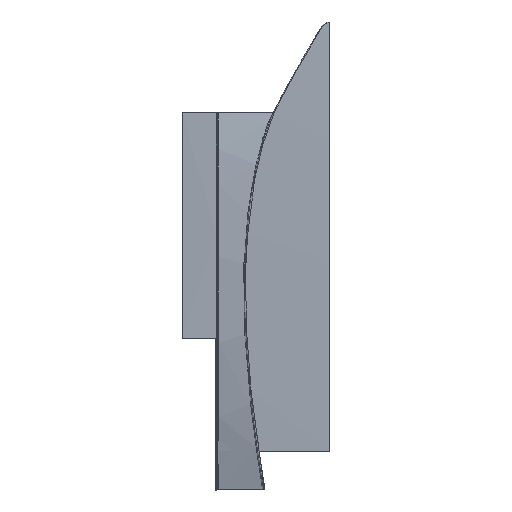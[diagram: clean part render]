
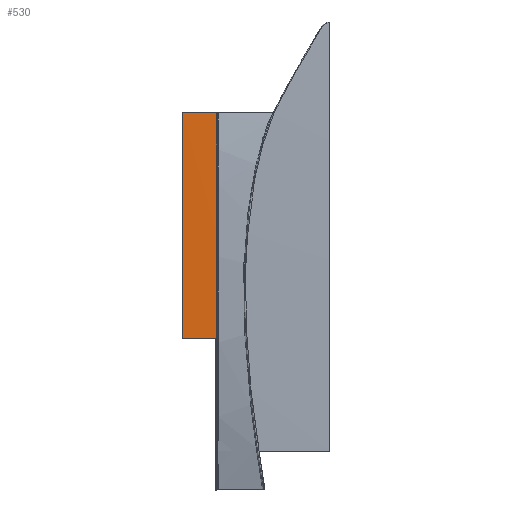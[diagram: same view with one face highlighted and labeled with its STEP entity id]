
A CAD part, front view. The second image highlights one B-rep face of the part: STEP entity #530.
In plain terms, the highlighted free-form (B-spline) face has degree [2, 1] with [3, 2] control points.
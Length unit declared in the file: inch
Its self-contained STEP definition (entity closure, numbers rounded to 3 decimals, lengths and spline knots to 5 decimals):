
#1 = CARTESIAN_POINT ( 'NONE',  ( -18.65, 0.78572, 11.62941 ) ) ;
#12 = DIRECTION ( 'NONE',  ( 1., 0., 0. ) ) ;
#45 = B_SPLINE_CURVE_WITH_KNOTS ( 'NONE', 3,
 ( #280, #2746, #1860, #878 ),
 .UNSPECIFIED., .F., .F.,
 ( 4, 4 ),
 ( 0., 0.06821 ),
 .UNSPECIFIED. ) ;
#207 = ORIENTED_EDGE ( 'NONE', *, *, #2638, .F. ) ;
#214 = CARTESIAN_POINT ( 'NONE',  ( -18.65, 1.0586, -15.39015 ) ) ;
#249 = CARTESIAN_POINT ( 'NONE',  ( -24.25, 1.81907, -37.55712 ) ) ;
#267 = ORIENTED_EDGE ( 'NONE', *, *, #1497, .F. ) ;
#280 = CARTESIAN_POINT ( 'NONE',  ( -18.65, 0.87103, -1.61564 ) ) ;
#284 = CARTESIAN_POINT ( 'NONE',  ( -24.25, 0.80499, 18.25216 ) ) ;
#313 = B_SPLINE_SURFACE_WITH_KNOTS ( 'NONE', 2, 1, ( 
 ( #284, #1143 ),
 ( #1517, #3679 ),
 ( #249, #3622 ) ),
 .UNSPECIFIED., .F., .F., .F.,
 ( 3, 3 ),
 ( 2, 2 ),
 ( 0., 0.00293 ),
 ( 0., 1. ),
 .UNSPECIFIED. ) ;
#316 = CARTESIAN_POINT ( 'NONE',  ( -64.96219, 0.80499, 18.25216 ) ) ;
#333 = CARTESIAN_POINT ( 'NONE',  ( -18.75, 1.19644, -18.95456 ) ) ;
#379 = CARTESIAN_POINT ( 'NONE',  ( -24.25, 0.71236, -0.2603 ) ) ;
#406 = CARTESIAN_POINT ( 'NONE',  ( -24.25, 0.80499, 18.25216 ) ) ;
#445 = CARTESIAN_POINT ( 'NONE',  ( -18.75, 1.19644, -18.95456 ) ) ;
#457 = CARTESIAN_POINT ( 'NONE',  ( -28.25, 0.80499, 18.25216 ) ) ;
#519 = EDGE_LOOP ( 'NONE', ( #1444, #207, #1656, #2917, #2566, #2633, #649, #267, #3223 ) ) ;
#530 = ADVANCED_FACE ( 'NONE', ( #1442 ), #313, .F. ) ;
#534 = EDGE_CURVE ( 'NONE', #1826, #1690, #745, .T. ) ;
#544 = CARTESIAN_POINT ( 'NONE',  ( -18.65, 0.8078, 5.00677 ) ) ;
#642 = VERTEX_POINT ( 'NONE', #2874 ) ;
#649 = ORIENTED_EDGE ( 'NONE', *, *, #3317, .F. ) ;
#692 = VERTEX_POINT ( 'NONE', #1619 ) ;
#707 = CARTESIAN_POINT ( 'NONE',  ( -18.65, 0.90519, -4.30095 ) ) ;
#745 = B_SPLINE_CURVE_WITH_KNOTS ( 'NONE', 3,
 ( #2771, #3330, #1, #544, #1763, #2382 ),
 .UNSPECIFIED., .F., .F.,
 ( 4, 2, 4 ),
 ( 0., 0.25233, 0.50466 ),
 .UNSPECIFIED. ) ;
#878 = CARTESIAN_POINT ( 'NONE',  ( -18.65, 0.90519, -4.30095 ) ) ;
#1128 = VERTEX_POINT ( 'NONE', #2021 ) ;
#1143 = CARTESIAN_POINT ( 'NONE',  ( -18.61639, 0.80499, 18.25216 ) ) ;
#1172 = VERTEX_POINT ( 'NONE', #1408 ) ;
#1196 = LINE ( 'NONE', #1781, #2072 ) ;
#1333 = CARTESIAN_POINT ( 'NONE',  ( -24.25, 1.19644, -18.95456 ) ) ;
#1341 = CARTESIAN_POINT ( 'NONE',  ( -18.75, 1.43672, -28.23344 ) ) ;
#1408 = CARTESIAN_POINT ( 'NONE',  ( -18.65, 1.81907, -37.55712 ) ) ;
#1442 = FACE_OUTER_BOUND ( 'NONE', #519, .T. ) ;
#1444 = ORIENTED_EDGE ( 'NONE', *, *, #3097, .F. ) ;
#1497 = EDGE_CURVE ( 'NONE', #1690, #2750, #45, .T. ) ;
#1517 = CARTESIAN_POINT ( 'NONE',  ( -24.25, 0.66639, -9.44894 ) ) ;
#1619 = CARTESIAN_POINT ( 'NONE',  ( -18.75, 0.80499, 18.25216 ) ) ;
#1628 = EDGE_CURVE ( 'NONE', #2139, #642, #3916, .T. ) ;
#1656 = ORIENTED_EDGE ( 'NONE', *, *, #1628, .T. ) ;
#1672 = DIRECTION ( 'NONE',  ( 1., 0., 0. ) ) ;
#1690 = VERTEX_POINT ( 'NONE', #3361 ) ;
#1696 = LINE ( 'NONE', #457, #3106 ) ;
#1737 = VERTEX_POINT ( 'NONE', #333 ) ;
#1741 = DIRECTION ( 'NONE',  ( 1., 0., 0. ) ) ;
#1763 = CARTESIAN_POINT ( 'NONE',  ( -18.65, 0.8326, 1.69541 ) ) ;
#1767 = CARTESIAN_POINT ( 'NONE',  ( -18.65, 0.80499, 18.25216 ) ) ;
#1781 = CARTESIAN_POINT ( 'NONE',  ( -64.96219, 1.19644, -18.95456 ) ) ;
#1826 = VERTEX_POINT ( 'NONE', #1767 ) ;
#1860 = CARTESIAN_POINT ( 'NONE',  ( -18.65, 0.89281, -3.40586 ) ) ;
#2021 = CARTESIAN_POINT ( 'NONE',  ( -18.75, 1.81907, -37.55712 ) ) ;
#2067 = LINE ( 'NONE', #3344, #3307 ) ;
#2072 = VECTOR ( 'NONE', #1741, 39.37008 ) ;
#2139 = VERTEX_POINT ( 'NONE', #406 ) ;
#2228 = EDGE_CURVE ( 'NONE', #1737, #1128, #2448, .T. ) ;
#2253 = CARTESIAN_POINT ( 'NONE',  ( -24.25, 0.80499, 18.25216 ) ) ;
#2360 = DIRECTION ( 'NONE',  ( 1., 0., 0. ) ) ;
#2381 = EDGE_CURVE ( 'NONE', #642, #1737, #1196, .T. ) ;
#2382 = CARTESIAN_POINT ( 'NONE',  ( -18.65, 0.87103, -1.61564 ) ) ;
#2448 = B_SPLINE_CURVE_WITH_KNOTS ( 'NONE', 2,
 ( #445, #1341, #2607 ),
 .UNSPECIFIED., .F., .F.,
 ( 3, 3 ),
 ( 0.51971, 0.52068 ),
 .UNSPECIFIED. ) ;
#2566 = ORIENTED_EDGE ( 'NONE', *, *, #2228, .T. ) ;
#2607 = CARTESIAN_POINT ( 'NONE',  ( -18.75, 1.81907, -37.55712 ) ) ;
#2633 = ORIENTED_EDGE ( 'NONE', *, *, #2959, .T. ) ;
#2638 = EDGE_CURVE ( 'NONE', #2139, #692, #3073, .T. ) ;
#2746 = CARTESIAN_POINT ( 'NONE',  ( -18.65, 0.88142, -2.51076 ) ) ;
#2750 = VERTEX_POINT ( 'NONE', #707 ) ;
#2771 = CARTESIAN_POINT ( 'NONE',  ( -18.65, 0.80499, 18.25216 ) ) ;
#2860 = VECTOR ( 'NONE', #12, 39.37008 ) ;
#2874 = CARTESIAN_POINT ( 'NONE',  ( -24.25, 1.19644, -18.95456 ) ) ;
#2917 = ORIENTED_EDGE ( 'NONE', *, *, #2381, .T. ) ;
#2959 = EDGE_CURVE ( 'NONE', #1128, #1172, #2067, .T. ) ;
#3073 = LINE ( 'NONE', #316, #2860 ) ;
#3097 = EDGE_CURVE ( 'NONE', #692, #1826, #1696, .T. ) ;
#3106 = VECTOR ( 'NONE', #1672, 39.37008 ) ;
#3223 = ORIENTED_EDGE ( 'NONE', *, *, #534, .F. ) ;
#3235 = CARTESIAN_POINT ( 'NONE',  ( -18.65, 1.36463, -26.4755 ) ) ;
#3307 = VECTOR ( 'NONE', #2360, 39.37008 ) ;
#3317 = EDGE_CURVE ( 'NONE', #2750, #1172, #3411, .T. ) ;
#3330 = CARTESIAN_POINT ( 'NONE',  ( -18.65, 0.78842, 14.94082 ) ) ;
#3344 = CARTESIAN_POINT ( 'NONE',  ( -28.25, 1.81907, -37.55712 ) ) ;
#3361 = CARTESIAN_POINT ( 'NONE',  ( -18.65, 0.87103, -1.61564 ) ) ;
#3411 = B_SPLINE_CURVE_WITH_KNOTS ( 'NONE', 3,
 ( #3901, #214, #3235, #3936 ),
 .UNSPECIFIED., .F., .F.,
 ( 4, 4 ),
 ( 0.57287, 1.418 ),
 .UNSPECIFIED. ) ;
#3622 = CARTESIAN_POINT ( 'NONE',  ( -18.61639, 1.81907, -37.55712 ) ) ;
#3679 = CARTESIAN_POINT ( 'NONE',  ( -18.61639, 0.66639, -9.44894 ) ) ;
#3901 = CARTESIAN_POINT ( 'NONE',  ( -18.65, 0.90519, -4.30095 ) ) ;
#3916 = B_SPLINE_CURVE_WITH_KNOTS ( 'NONE', 2,
 ( #2253, #379, #1333 ),
 .UNSPECIFIED., .F., .F.,
 ( 3, 3 ),
 ( 0.51775, 0.51971 ),
 .UNSPECIFIED. ) ;
#3936 = CARTESIAN_POINT ( 'NONE',  ( -18.65, 1.81907, -37.55712 ) ) ;
